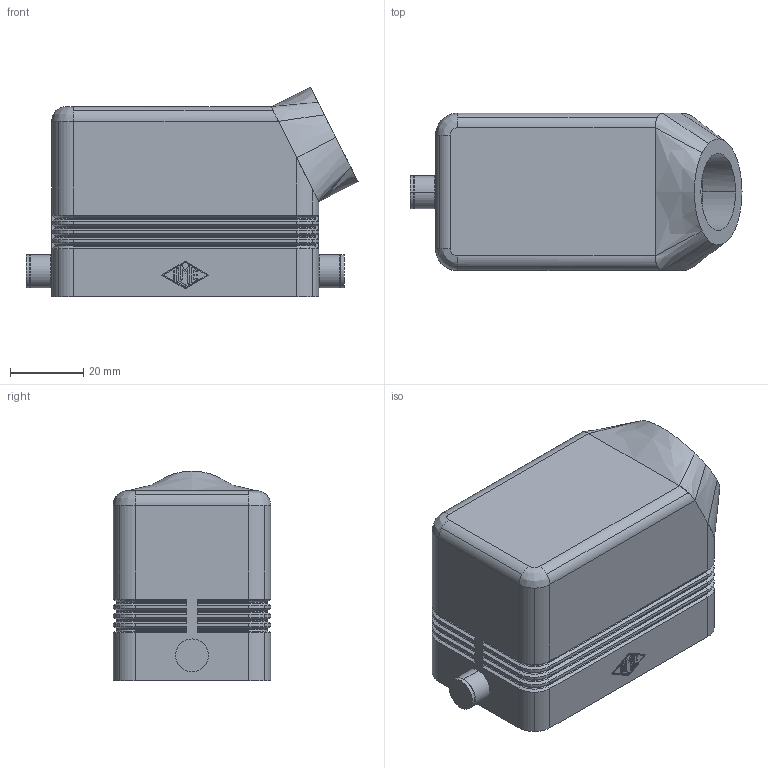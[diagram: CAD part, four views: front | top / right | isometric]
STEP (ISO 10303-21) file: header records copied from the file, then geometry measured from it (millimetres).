
FILE_DESCRIPTION((''),'2;1');
FILE_NAME('CHO 10 L.stp','2006-12-22T10:26:26',('gembarski'),(''),'Autodesk Inventor 7','Autodesk Inventor 7','');
FILE_SCHEMA(('AUTOMOTIVE_DESIGN { 1 0 10303 214 1 1 1 1 }'));
Length unit declared in the file: millimetre
Products named in the file (1): CHO 10 L
Bounding box: 90.72 x 43 x 57.38 mm (x, y, z)
Volume: 52641.1 mm3; surface area: 30026.2 mm2
Topology: 1 solids, 1 shells, 480 faces, 1168 edges, 706 vertices
Faces by surface type: cylinder 192, bspline 150, plane 122, cone 16
Entity records: 16295 total; most frequent: CARTESIAN_POINT 5273, ORIENTED_EDGE 2320, DIRECTION 2294, EDGE_CURVE 1160, AXIS2_PLACEMENT_3D 821, VERTEX_POINT 706, VECTOR 652, LINE 652
